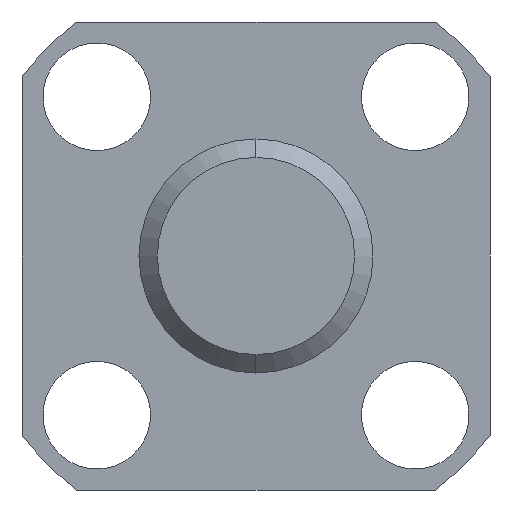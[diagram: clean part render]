
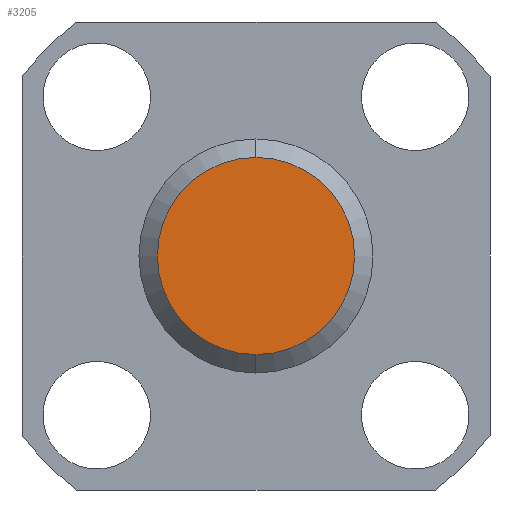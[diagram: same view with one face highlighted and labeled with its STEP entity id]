
A CAD part, front view. The second image highlights one B-rep face of the part: STEP entity #3205.
In plain terms, the highlighted planar face has unit normal (0, -1, 0).
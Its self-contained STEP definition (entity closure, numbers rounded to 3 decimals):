
#11 = DIRECTION ( 'NONE',  ( 0., 1., 0. ) ) ;
#127 = CARTESIAN_POINT ( 'NONE',  ( 8., -39., 0. ) ) ;
#196 = DIRECTION ( 'NONE',  ( 0., 0., 1. ) ) ;
#523 = DIRECTION ( 'NONE',  ( 0., 0., 1. ) ) ;
#605 = VERTEX_POINT ( 'NONE', #3136 ) ;
#637 = CIRCLE ( 'NONE', #4268, 2.675 ) ;
#1320 = ORIENTED_EDGE ( 'NONE', *, *, #4972, .F. ) ;
#1371 = EDGE_LOOP ( 'NONE', ( #3335, #1320 ) ) ;
#2443 = CARTESIAN_POINT ( 'NONE',  ( 0., -39., 0. ) ) ;
#2957 = DIRECTION ( 'NONE',  ( 0., 1., 0. ) ) ;
#3136 = CARTESIAN_POINT ( 'NONE',  ( 0., -39., 2.675 ) ) ;
#3205 = ADVANCED_FACE ( 'Defeature ausgef�hrt5_1', ( #6562 ), #4390, .F. ) ;
#3335 = ORIENTED_EDGE ( 'NONE', *, *, #4785, .F. ) ;
#4268 = AXIS2_PLACEMENT_3D ( 'NONE', #5436, #11, #523 ) ;
#4390 = PLANE ( 'NONE',  #4708 ) ;
#4474 = CIRCLE ( 'NONE', #4767, 2.675 ) ;
#4708 = AXIS2_PLACEMENT_3D ( 'NONE', #127, #6725, #5530 ) ;
#4767 = AXIS2_PLACEMENT_3D ( 'NONE', #2443, #2957, #196 ) ;
#4785 = EDGE_CURVE ( 'Defeature ausgef�hrt5_8+Defeature ausgef�hrt5_1+Defeature ausgef�hrt5_1+Defeature ausgef�hrt5_1', #605, #6223, #637, .T. ) ;
#4972 = EDGE_CURVE ( 'Defeature ausgef�hrt5_8+Defeature ausgef�hrt5_1+Defeature ausgef�hrt5_1+Defeature ausgef�hrt5_1', #6223, #605, #4474, .T. ) ;
#5436 = CARTESIAN_POINT ( 'NONE',  ( 0., -39., 0. ) ) ;
#5530 = DIRECTION ( 'NONE',  ( 0., 0., 1. ) ) ;
#6223 = VERTEX_POINT ( 'NONE', #6879 ) ;
#6562 = FACE_OUTER_BOUND ( 'NONE', #1371, .T. ) ;
#6725 = DIRECTION ( 'NONE',  ( 0., 1., 0. ) ) ;
#6879 = CARTESIAN_POINT ( 'NONE',  ( 0., -39., -2.675 ) ) ;
